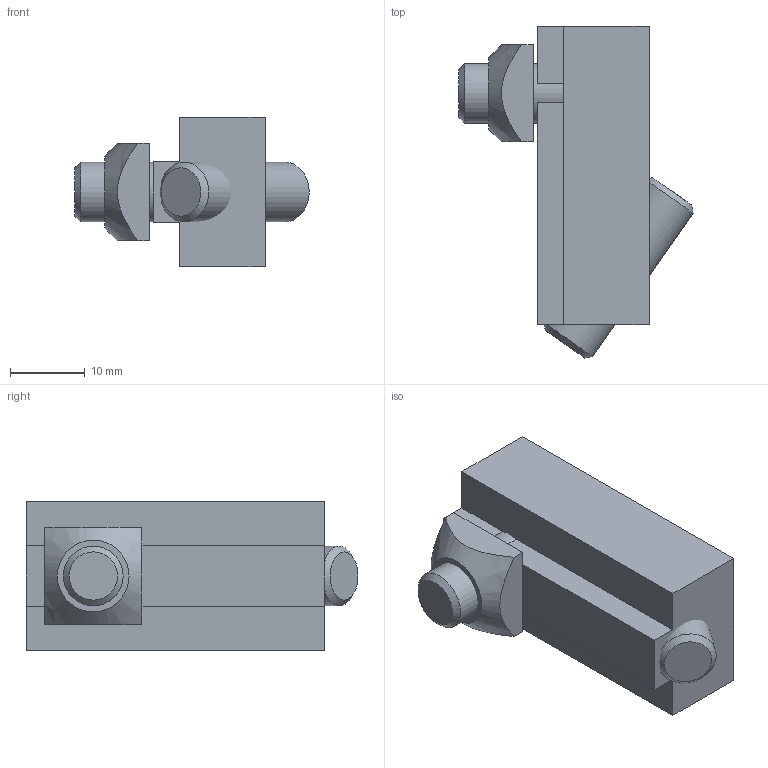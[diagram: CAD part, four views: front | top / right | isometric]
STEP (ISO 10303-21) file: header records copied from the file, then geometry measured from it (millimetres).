
FILE_DESCRIPTION((''),'2;1');
FILE_NAME('904511.ipt.stp','2010-09-05T12:30:14',(''),(''),'Autodesk Inventor 2010','Autodesk Inventor 2010','');
FILE_SCHEMA(('AUTOMOTIVE_DESIGN { 1 0 10303 214 1 1 1 1 }'));
Length unit declared in the file: millimetre
Products named in the file (1): 904511
Bounding box: 31.4 x 44.46 x 20 mm (x, y, z)
Volume: 11798.9 mm3; surface area: 6300 mm2
Topology: 4 solids, 4 shells, 52 faces, 123 edges, 80 vertices
Faces by surface type: plane 36, cone 6, bspline 5, cylinder 4, torus 1
Full cylindrical faces by diameter (mm): 6.8 x1, 8 x2, 13 x1
Entity records: 1514 total; most frequent: CARTESIAN_POINT 361, DIRECTION 206, ORIENTED_EDGE 206, EDGE_CURVE 103, VERTEX_POINT 75, EDGE_LOOP 74, AXIS2_PLACEMENT_3D 71, VECTOR 64
